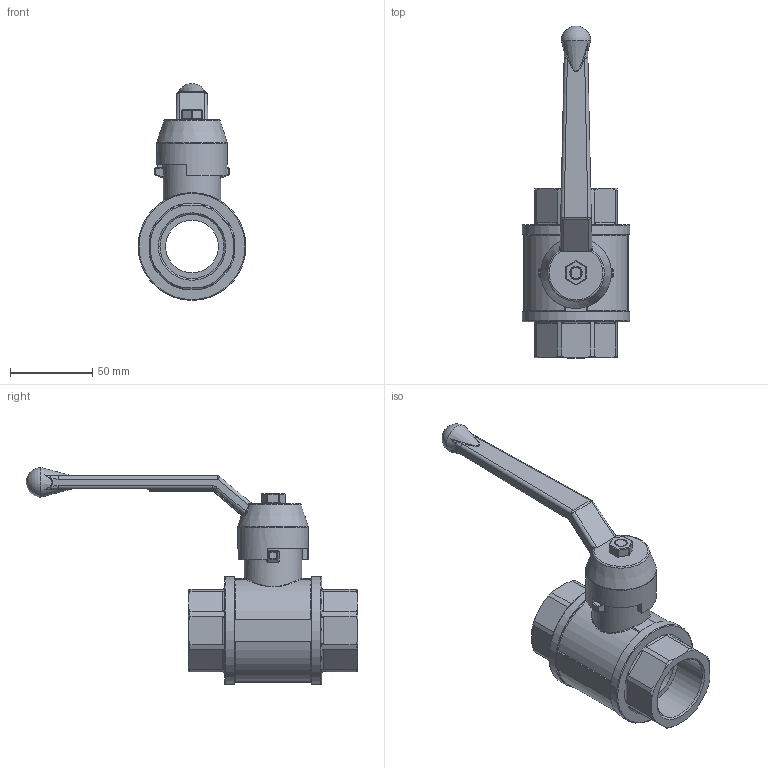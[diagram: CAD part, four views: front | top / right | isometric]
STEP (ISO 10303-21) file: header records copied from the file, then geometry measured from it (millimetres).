
FILE_DESCRIPTION(/* description */ ('Unknown'),/* implementation_level */ '2;1');
FILE_NAME(/* name */ '852-07',/* time_stamp */ '2022-08-09T11:44:44+02:00',/* author */ ('Unknown'),/* organization */ ('Unknown'),/* preprocessor_version */ 'ST-DEVELOPER v16.7',/* originating_system */ 'Solid Edge',/* authorisation */ 'Unknown');
FILE_SCHEMA (('AUTOMOTIVE_DESIGN {1 0 10303 214 3 1 1}'));
Length unit declared in the file: millimetre
Products named in the file (4): 2.852.032; Hebel f黵 1 1_4 - 1 1_2; 2.101.032; M8
Assembly tree (3 placements, depth 2):
  2.852.032
    Hebel f黵 1 1_4 - 1 1_2
    2.101.032
    M8
Bounding box: 65.5 x 201.5 x 131.75 mm (x, y, z)
Volume: 255357 mm3; surface area: 53660.5 mm2
Topology: 3 solids, 3 shells, 298 faces, 773 edges, 477 vertices
Faces by surface type: plane 106, cylinder 100, bspline 38, cone 24, torus 17, sphere 13
Full cylindrical faces by diameter (mm): 6.647 x1, 8 x1, 32 x1, 35 x1, 36 x1, 38.952 x2, 43 x1, 65.5 x2
Entity records: 11381 total; most frequent: CARTESIAN_POINT 3102, ORIENTED_EDGE 1460, DIRECTION 1302, EDGE_CURVE 730, AXIS2_PLACEMENT_3D 485, VERTEX_POINT 466, LINE 332, VECTOR 332
